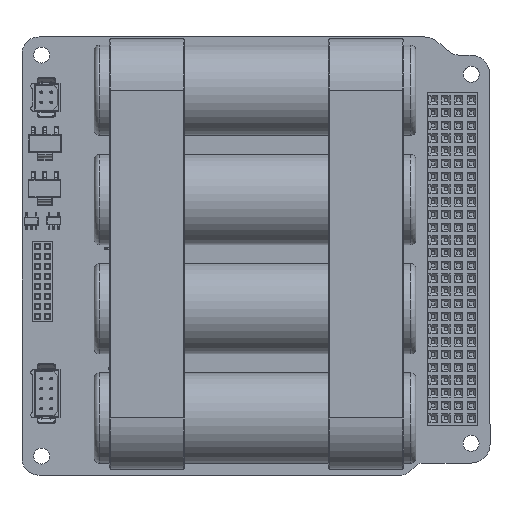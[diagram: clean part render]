
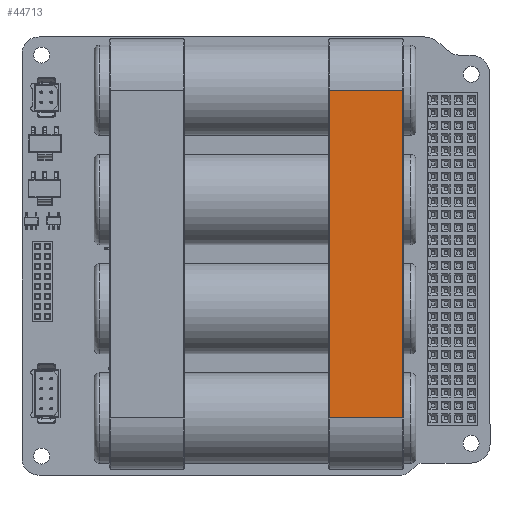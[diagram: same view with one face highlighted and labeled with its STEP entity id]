
A CAD part, top view. The second image highlights one B-rep face of the part: STEP entity #44713.
In plain terms, the highlighted face is planar.
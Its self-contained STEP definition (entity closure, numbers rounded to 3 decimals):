
#1223=PLANE($,#47739);
#3501=LINE($,#64145,#8863);
#3510=LINE($,#64168,#8872);
#3526=LINE($,#64231,#8888);
#3529=LINE($,#64245,#8891);
#8863=VECTOR($,#51711,65.4);
#8872=VECTOR($,#51740,65.4);
#8888=VECTOR($,#51826,14.6);
#8891=VECTOR($,#51851,14.6);
#15054=FACE_OUTER_BOUND($,#18081,.T.);
#18081=EDGE_LOOP($,(#32562,#32563,#32564,#32565));
#21892=VERTEX_POINT($,#64135);
#21894=VERTEX_POINT($,#64141);
#21897=VERTEX_POINT($,#64160);
#21899=VERTEX_POINT($,#64166);
#25891=EDGE_CURVE($,#21892,#21894,#3501,.T.);
#25904=EDGE_CURVE($,#21899,#21897,#3510,.T.);
#25940=EDGE_CURVE($,#21899,#21894,#3526,.T.);
#25943=EDGE_CURVE($,#21897,#21892,#3529,.T.);
#32562=ORIENTED_EDGE($,*,*,#25904,.F.);
#32563=ORIENTED_EDGE($,*,*,#25940,.T.);
#32564=ORIENTED_EDGE($,*,*,#25891,.F.);
#32565=ORIENTED_EDGE($,*,*,#25943,.F.);
#44713=ADVANCED_FACE($,(#15054),#1223,.T.);
#47739=AXIS2_PLACEMENT_3D($,#64244,#51849,#51850);
#51711=DIRECTION($,(-1.,-0.001,0.));
#51740=DIRECTION($,(1.,0.001,0.));
#51826=DIRECTION($,(0.,0.,1.));
#51849=DIRECTION('center_axis',(-0.001,1.,
0.));
#51850=DIRECTION('ref_axis',(0.,0.,1.));
#51851=DIRECTION($,(0.,0.,1.));
#64135=CARTESIAN_POINT('',(12.124,10.266,7.3));
#64141=CARTESIAN_POINT('',(-53.276,10.218,7.3));
#64145=CARTESIAN_POINT($,(-36.911,10.23,7.3));
#64160=CARTESIAN_POINT('',(12.124,10.266,-7.3));
#64166=CARTESIAN_POINT('',(-53.276,10.218,-7.3));
#64168=CARTESIAN_POINT($,(-36.911,10.23,-7.3));
#64231=CARTESIAN_POINT($,(-53.276,10.218,0.));
#64244=CARTESIAN_POINT('Origin',(-53.276,10.218,0.));
#64245=CARTESIAN_POINT($,(12.124,10.266,0.));
